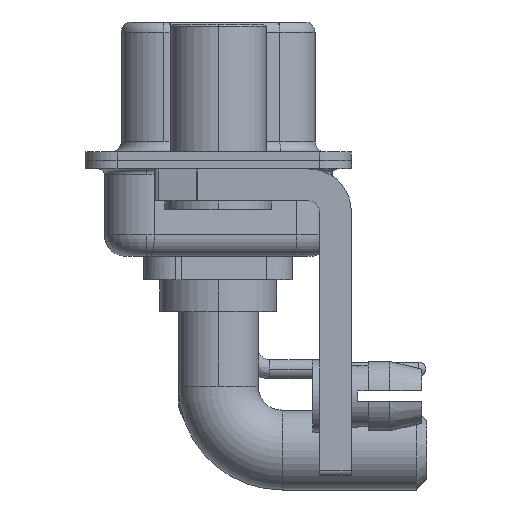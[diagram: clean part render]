
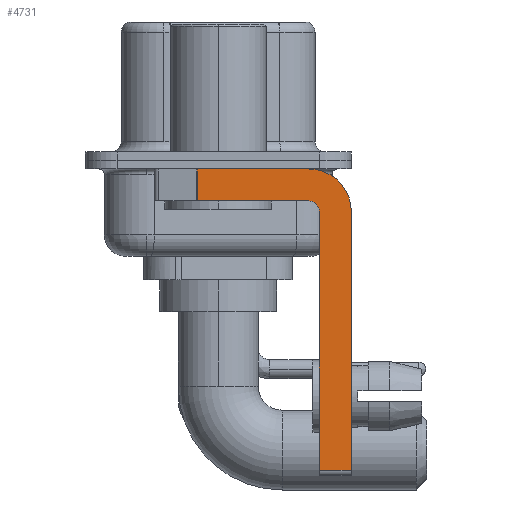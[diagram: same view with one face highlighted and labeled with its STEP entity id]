
A CAD part, left-side view. The second image highlights one B-rep face of the part: STEP entity #4731.
In plain terms, the highlighted planar face has unit normal (-1, 0, 0).
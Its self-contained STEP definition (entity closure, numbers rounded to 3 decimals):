
#457 = DIRECTION ( 'NONE',  ( 0., 0., -1. ) ) ;
#699 = VECTOR ( 'NONE', #7821, 1000. ) ;
#1311 = CARTESIAN_POINT ( 'NONE',  ( -2.9, -4.25, -14.55 ) ) ;
#1440 = DIRECTION ( 'NONE',  ( 0., 0., 1. ) ) ;
#2250 = ORIENTED_EDGE ( 'NONE', *, *, #12594, .F. ) ;
#2314 = LINE ( 'NONE', #11997, #25225 ) ;
#2321 = VERTEX_POINT ( 'NONE', #4279 ) ;
#2553 = AXIS2_PLACEMENT_3D ( 'NONE', #14512, #9896, #24295 ) ;
#2598 = DIRECTION ( 'NONE',  ( 1., 0., 0. ) ) ;
#3899 = VERTEX_POINT ( 'NONE', #3955 ) ;
#3955 = CARTESIAN_POINT ( 'NONE',  ( -2.9, -4.75, -2.4 ) ) ;
#4206 = VERTEX_POINT ( 'NONE', #7168 ) ;
#4279 = CARTESIAN_POINT ( 'NONE',  ( -2.9, -4.25, -1.9 ) ) ;
#4637 = CIRCLE ( 'NONE', #5614, 0.5 ) ;
#4731 = ADVANCED_FACE ( 'NONE', ( #12207 ), #5139, .F. ) ;
#5086 = VECTOR ( 'NONE', #17973, 1000. ) ;
#5139 = PLANE ( 'NONE',  #2553 ) ;
#5263 = CARTESIAN_POINT ( 'NONE',  ( -2.9, -6.25, -14.55 ) ) ;
#5614 = AXIS2_PLACEMENT_3D ( 'NONE', #26515, #17322, #12726 ) ;
#6222 = VERTEX_POINT ( 'NONE', #29635 ) ;
#6794 = EDGE_LOOP ( 'NONE', ( #2250, #26626, #13275, #11731, #11304, #15010, #28512, #20801 ) ) ;
#7168 = CARTESIAN_POINT ( 'NONE',  ( -2.9, -4.25, -0.4 ) ) ;
#7821 = DIRECTION ( 'NONE',  ( 0., 0., -1. ) ) ;
#9896 = DIRECTION ( 'NONE',  ( 1., 0., 0. ) ) ;
#10539 = EDGE_CURVE ( 'NONE', #2321, #6222, #18117, .T. ) ;
#10625 = CARTESIAN_POINT ( 'NONE',  ( -2.9, 0.978, -0.4 ) ) ;
#11304 = ORIENTED_EDGE ( 'NONE', *, *, #17939, .F. ) ;
#11731 = ORIENTED_EDGE ( 'NONE', *, *, #16804, .F. ) ;
#11997 = CARTESIAN_POINT ( 'NONE',  ( -2.9, 0.978, -1.9 ) ) ;
#12207 = FACE_OUTER_BOUND ( 'NONE', #6794, .T. ) ;
#12590 = EDGE_CURVE ( 'NONE', #23855, #28547, #28714, .T. ) ;
#12594 = EDGE_CURVE ( 'NONE', #18478, #4206, #16755, .T. ) ;
#12726 = DIRECTION ( 'NONE',  ( 0., 0., 1. ) ) ;
#13105 = LINE ( 'NONE', #22443, #23795 ) ;
#13275 = ORIENTED_EDGE ( 'NONE', *, *, #10539, .F. ) ;
#13605 = EDGE_CURVE ( 'NONE', #18478, #6222, #2314, .T. ) ;
#14512 = CARTESIAN_POINT ( 'NONE',  ( -2.9, -4.25, -2.4 ) ) ;
#15010 = ORIENTED_EDGE ( 'NONE', *, *, #22882, .T. ) ;
#15740 = LINE ( 'NONE', #1311, #24501 ) ;
#16012 = CARTESIAN_POINT ( 'NONE',  ( -2.9, -4.75, -14.55 ) ) ;
#16589 = DIRECTION ( 'NONE',  ( 0., 0., -1. ) ) ;
#16755 = LINE ( 'NONE', #17060, #17853 ) ;
#16758 = EDGE_CURVE ( 'NONE', #4206, #23855, #22251, .T. ) ;
#16804 = EDGE_CURVE ( 'NONE', #3899, #2321, #4637, .T. ) ;
#17060 = CARTESIAN_POINT ( 'NONE',  ( -2.9, 3., -0.4 ) ) ;
#17209 = CARTESIAN_POINT ( 'NONE',  ( -2.9, -6.25, -2.4 ) ) ;
#17322 = DIRECTION ( 'NONE',  ( -1., 0., 0. ) ) ;
#17737 = DIRECTION ( 'NONE',  ( 0., -1., 0. ) ) ;
#17853 = VECTOR ( 'NONE', #19203, 1000. ) ;
#17939 = EDGE_CURVE ( 'NONE', #26014, #3899, #13105, .T. ) ;
#17973 = DIRECTION ( 'NONE',  ( 0., 1., 0. ) ) ;
#18117 = LINE ( 'NONE', #22403, #5086 ) ;
#18478 = VERTEX_POINT ( 'NONE', #10625 ) ;
#19203 = DIRECTION ( 'NONE',  ( 0., -1., 0. ) ) ;
#20801 = ORIENTED_EDGE ( 'NONE', *, *, #16758, .F. ) ;
#21462 = CARTESIAN_POINT ( 'NONE',  ( -2.9, -4.25, -2.4 ) ) ;
#22251 = CIRCLE ( 'NONE', #29627, 2. ) ;
#22403 = CARTESIAN_POINT ( 'NONE',  ( -2.9, -4.25, -1.9 ) ) ;
#22443 = CARTESIAN_POINT ( 'NONE',  ( -2.9, -4.75, -14.8 ) ) ;
#22882 = EDGE_CURVE ( 'NONE', #26014, #28547, #15740, .T. ) ;
#23439 = CARTESIAN_POINT ( 'NONE',  ( -2.9, -6.25, -2.4 ) ) ;
#23795 = VECTOR ( 'NONE', #1440, 1000. ) ;
#23855 = VERTEX_POINT ( 'NONE', #23439 ) ;
#24295 = DIRECTION ( 'NONE',  ( 0., 0., -1. ) ) ;
#24501 = VECTOR ( 'NONE', #17737, 1000. ) ;
#25225 = VECTOR ( 'NONE', #16589, 1000. ) ;
#26014 = VERTEX_POINT ( 'NONE', #16012 ) ;
#26515 = CARTESIAN_POINT ( 'NONE',  ( -2.9, -4.25, -2.4 ) ) ;
#26626 = ORIENTED_EDGE ( 'NONE', *, *, #13605, .T. ) ;
#28512 = ORIENTED_EDGE ( 'NONE', *, *, #12590, .F. ) ;
#28547 = VERTEX_POINT ( 'NONE', #5263 ) ;
#28714 = LINE ( 'NONE', #17209, #699 ) ;
#29627 = AXIS2_PLACEMENT_3D ( 'NONE', #21462, #2598, #457 ) ;
#29635 = CARTESIAN_POINT ( 'NONE',  ( -2.9, 0.978, -1.9 ) ) ;
